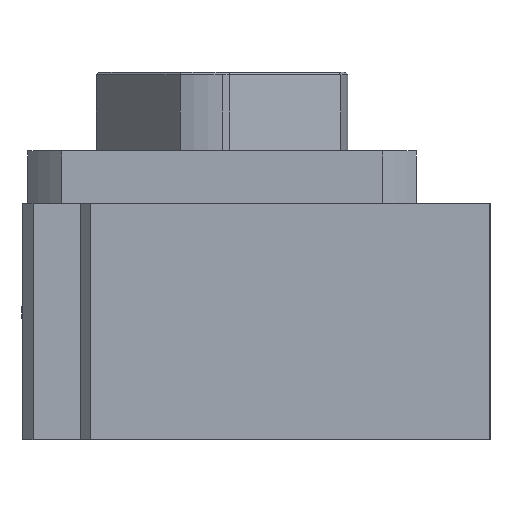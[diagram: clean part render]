
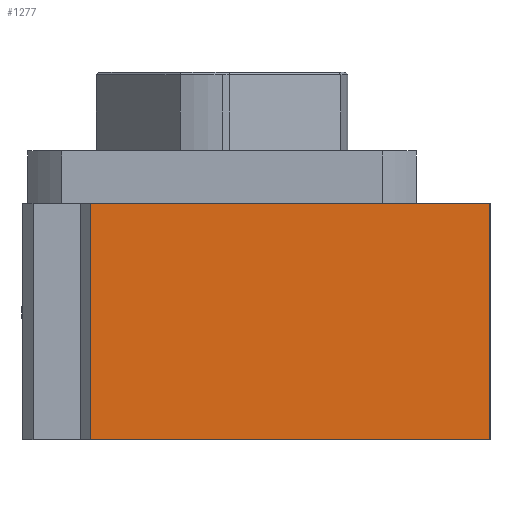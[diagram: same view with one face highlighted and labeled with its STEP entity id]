
A CAD part, left-side view. The second image highlights one B-rep face of the part: STEP entity #1277.
In plain terms, the highlighted planar face has unit normal (1, 0, 0).
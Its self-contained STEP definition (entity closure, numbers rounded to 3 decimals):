
#76 = FACE_OUTER_BOUND ( 'NONE', #1045, .T. ) ;
#1045 = EDGE_LOOP ( 'NONE', ( #3172, #25717, #10398, #10650 ) ) ;
#1277 = ADVANCED_FACE ( 'NONE', ( #76 ), #33380, .T. ) ;
#1387 = DIRECTION ( 'NONE',  ( 0., 0., -1. ) ) ;
#1633 = VERTEX_POINT ( 'NONE', #17010 ) ;
#3172 = ORIENTED_EDGE ( 'NONE', *, *, #29325, .T. ) ;
#3624 = CARTESIAN_POINT ( 'NONE',  ( -92.463, 16.047, 22.5 ) ) ;
#4142 = EDGE_CURVE ( 'NONE', #13379, #6075, #5623, .T. ) ;
#5623 = LINE ( 'NONE', #14806, #35419 ) ;
#6075 = VERTEX_POINT ( 'NONE', #29055 ) ;
#7263 = DIRECTION ( 'NONE',  ( 0., 0., 1. ) ) ;
#8220 = VECTOR ( 'NONE', #17462, 1000. ) ;
#8482 = EDGE_CURVE ( 'NONE', #6075, #1633, #28536, .T. ) ;
#9930 = CARTESIAN_POINT ( 'NONE',  ( -92.463, 47.547, 0. ) ) ;
#10398 = ORIENTED_EDGE ( 'NONE', *, *, #4142, .F. ) ;
#10650 = ORIENTED_EDGE ( 'NONE', *, *, #15482, .T. ) ;
#11549 = CARTESIAN_POINT ( 'NONE',  ( -92.463, 16.047, -22.5 ) ) ;
#12134 = CARTESIAN_POINT ( 'NONE',  ( -92.463, -28.453, -22.5 ) ) ;
#13009 = DIRECTION ( 'NONE',  ( 1., 0., 0. ) ) ;
#13379 = VERTEX_POINT ( 'NONE', #12134 ) ;
#14329 = VECTOR ( 'NONE', #7263, 1000. ) ;
#14529 = LINE ( 'NONE', #11549, #8220 ) ;
#14806 = CARTESIAN_POINT ( 'NONE',  ( -92.463, -28.453, 0. ) ) ;
#15482 = EDGE_CURVE ( 'NONE', #13379, #18929, #14529, .T. ) ;
#15767 = CARTESIAN_POINT ( 'NONE',  ( -92.463, 47.547, -22.5 ) ) ;
#16770 = AXIS2_PLACEMENT_3D ( 'NONE', #24838, #13009, #1387 ) ;
#17010 = CARTESIAN_POINT ( 'NONE',  ( -92.463, 47.547, 22.5 ) ) ;
#17462 = DIRECTION ( 'NONE',  ( 0., 1., 0. ) ) ;
#18929 = VERTEX_POINT ( 'NONE', #15767 ) ;
#24838 = CARTESIAN_POINT ( 'NONE',  ( -92.463, -28.453, 22.5 ) ) ;
#25401 = VECTOR ( 'NONE', #26624, 1000. ) ;
#25717 = ORIENTED_EDGE ( 'NONE', *, *, #8482, .F. ) ;
#26296 = DIRECTION ( 'NONE',  ( 0., 0., 1. ) ) ;
#26624 = DIRECTION ( 'NONE',  ( 0., 1., 0. ) ) ;
#28536 = LINE ( 'NONE', #3624, #25401 ) ;
#29055 = CARTESIAN_POINT ( 'NONE',  ( -92.463, -28.453, 22.5 ) ) ;
#29325 = EDGE_CURVE ( 'NONE', #18929, #1633, #36458, .T. ) ;
#33380 = PLANE ( 'NONE',  #16770 ) ;
#35419 = VECTOR ( 'NONE', #26296, 1000. ) ;
#36458 = LINE ( 'NONE', #9930, #14329 ) ;
